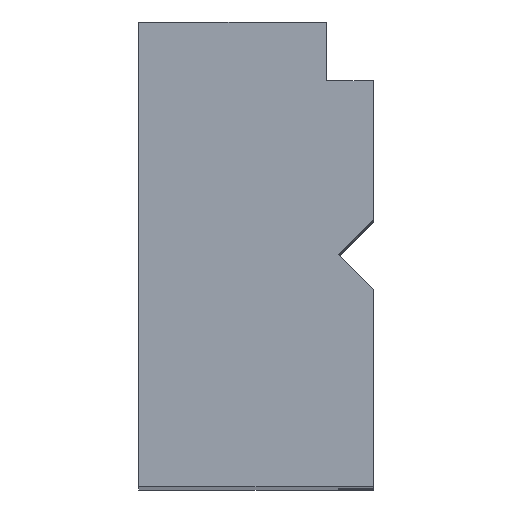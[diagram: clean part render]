
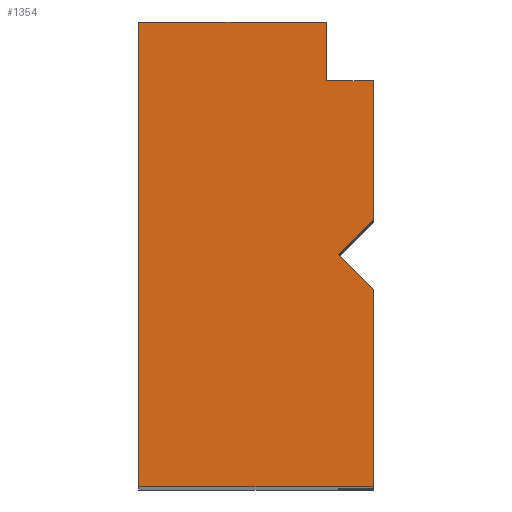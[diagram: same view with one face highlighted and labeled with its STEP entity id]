
A CAD part, top view. The second image highlights one B-rep face of the part: STEP entity #1354.
In plain terms, the highlighted planar face has unit normal (0, 0, 1).
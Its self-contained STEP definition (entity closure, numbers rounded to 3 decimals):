
#269=CARTESIAN_POINT('',(-4.,34.6,75.));
#270=VERTEX_POINT('',#269);
#277=CARTESIAN_POINT('',(-0.,34.6,75.));
#278=VERTEX_POINT('',#277);
#279=CARTESIAN_POINT('',(-40.,34.6,75.));
#280=DIRECTION('',(1.,0.,-0.));
#281=VECTOR('',#280,40.);
#282=LINE('',#279,#281);
#283=EDGE_CURVE('',#270,#278,#282,.T.);
#545=CARTESIAN_POINT('',(-0.,22.8,75.));
#546=VERTEX_POINT('',#545);
#547=CARTESIAN_POINT('',(-0.,346.,75.));
#548=DIRECTION('',(0.,-1.,0.));
#549=VECTOR('',#548,118.);
#550=LINE('',#547,#549);
#551=EDGE_CURVE('',#278,#546,#550,.T.);
#754=CARTESIAN_POINT('',(0.,0.,75.));
#755=VERTEX_POINT('',#754);
#762=CARTESIAN_POINT('',(-20.,0.,75.));
#763=VERTEX_POINT('',#762);
#764=CARTESIAN_POINT('',(180.,-0.,75.));
#765=DIRECTION('',(-1.,0.,0.));
#766=VECTOR('',#765,200.);
#767=LINE('',#764,#766);
#768=EDGE_CURVE('',#755,#763,#767,.T.);
#829=CARTESIAN_POINT('',(-0.,16.8,75.));
#830=VERTEX_POINT('',#829);
#837=CARTESIAN_POINT('',(-0.,168.,75.));
#838=DIRECTION('',(0.,-1.,0.));
#839=VECTOR('',#838,168.);
#840=LINE('',#837,#839);
#841=EDGE_CURVE('',#830,#755,#840,.T.);
#1196=CARTESIAN_POINT('',(-3.,19.8,75.));
#1197=VERTEX_POINT('',#1196);
#1204=CARTESIAN_POINT('',(25.677,-8.877,75.));
#1205=DIRECTION('',(-0.707,0.707,0.));
#1206=VECTOR('',#1205,42.426);
#1207=LINE('',#1204,#1206);
#1208=EDGE_CURVE('',#830,#1197,#1207,.T.);
#1221=CARTESIAN_POINT('',(-3.568,19.232,75.));
#1222=DIRECTION('',(0.707,0.707,0.));
#1223=VECTOR('',#1222,42.426);
#1224=LINE('',#1221,#1223);
#1225=EDGE_CURVE('',#1197,#546,#1224,.T.);
#1272=CARTESIAN_POINT('',(-20.,39.6,75.));
#1273=VERTEX_POINT('',#1272);
#1274=CARTESIAN_POINT('',(-4.,39.6,75.));
#1275=VERTEX_POINT('',#1274);
#1276=CARTESIAN_POINT('',(-164.,39.6,75.));
#1277=DIRECTION('',(1.,0.,0.));
#1278=VECTOR('',#1277,160.);
#1279=LINE('',#1276,#1278);
#1280=EDGE_CURVE('',#1273,#1275,#1279,.T.);
#1303=CARTESIAN_POINT('',(-4.,84.6,75.));
#1304=DIRECTION('',(0.,-1.,0.));
#1305=VECTOR('',#1304,50.);
#1306=LINE('',#1303,#1305);
#1307=EDGE_CURVE('',#1275,#270,#1306,.T.);
#1326=CARTESIAN_POINT('',(-20.,-356.4,75.));
#1327=DIRECTION('',(0.,1.,0.));
#1328=VECTOR('',#1327,396.);
#1329=LINE('',#1326,#1328);
#1330=EDGE_CURVE('',#763,#1273,#1329,.T.);
#1338=CARTESIAN_POINT('',(-10.168,19.632,75.));
#1339=DIRECTION('',(0.,0.,1.));
#1340=DIRECTION('',(1.,0.,0.));
#1341=AXIS2_PLACEMENT_3D('',#1338,#1339,#1340);
#1342=PLANE('',#1341);
#1343=ORIENTED_EDGE('',*,*,#1225,.T.);
#1344=ORIENTED_EDGE('',*,*,#551,.F.);
#1345=ORIENTED_EDGE('',*,*,#283,.F.);
#1346=ORIENTED_EDGE('',*,*,#1307,.F.);
#1347=ORIENTED_EDGE('',*,*,#1280,.F.);
#1348=ORIENTED_EDGE('',*,*,#1330,.F.);
#1349=ORIENTED_EDGE('',*,*,#768,.F.);
#1350=ORIENTED_EDGE('',*,*,#841,.F.);
#1351=ORIENTED_EDGE('',*,*,#1208,.T.);
#1352=EDGE_LOOP('',(#1343,#1344,#1345,#1346,#1347,#1348,#1349,#1350,#1351));
#1353=FACE_BOUND('',#1352,.T.);
#1354=ADVANCED_FACE('',(#1353),#1342,.T.);
